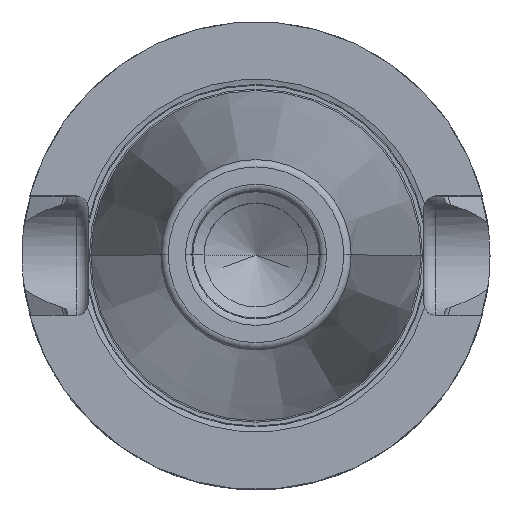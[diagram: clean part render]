
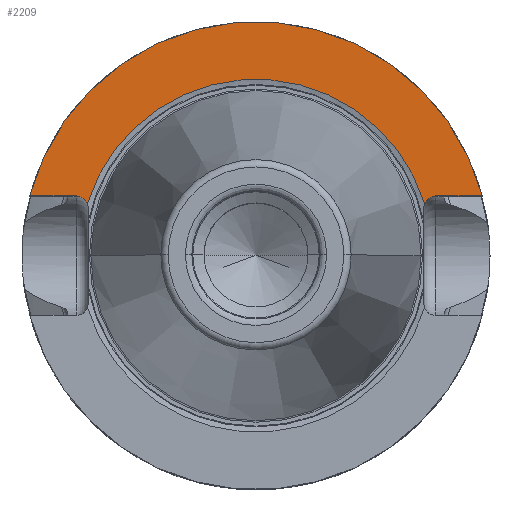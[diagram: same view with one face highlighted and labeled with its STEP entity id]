
A CAD part, top view. The second image highlights one B-rep face of the part: STEP entity #2209.
In plain terms, the highlighted planar face has unit normal (0, 0, 1).
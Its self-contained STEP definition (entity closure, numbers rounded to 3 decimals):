
#344=CARTESIAN_POINT('',(0.,0.,-2.));
#345=DIRECTION('',(0.,0.,1.));
#346=DIRECTION('',(0.967,0.256,0.));
#347=AXIS2_PLACEMENT_3D('',#344,#345,#346);
#462=DIRECTION('',(-1.,0.,0.));
#463=VECTOR('',#462,6.254);
#464=CARTESIAN_POINT('',(30.454,8.05,-2.));
#465=LINE('',#464,#463);
#469=CARTESIAN_POINT('',(0.,0.,-2.));
#470=DIRECTION('',(0.,0.,1.));
#471=DIRECTION('',(0.956,0.294,0.));
#472=AXIS2_PLACEMENT_3D('',#469,#470,#471);
#477=DIRECTION('',(1.,0.,0.));
#478=VECTOR('',#477,6.254);
#479=CARTESIAN_POINT('',(-30.454,8.05,-2.));
#480=LINE('',#479,#478);
#537=CARTESIAN_POINT('',(24.2,6.45,-2.));
#538=DIRECTION('',(0.,0.,-1.));
#539=DIRECTION('',(-0.941,0.337,0.));
#540=AXIS2_PLACEMENT_3D('',#537,#538,#539);
#1213=CARTESIAN_POINT('',(-24.2,6.45,-2.));
#1214=DIRECTION('',(0.,0.,-1.));
#1215=DIRECTION('',(0.,1.,0.));
#1216=AXIS2_PLACEMENT_3D('',#1213,#1214,#1215);
#1690=CARTESIAN_POINT('',(-24.2,8.05,-2.));
#1691=CARTESIAN_POINT('',(-22.694,6.989,-2.));
#1692=VERTEX_POINT('',#1690);
#1693=VERTEX_POINT('',#1691);
#1698=CARTESIAN_POINT('',(22.694,6.989,-2.));
#1699=CARTESIAN_POINT('',(24.2,8.05,-2.));
#1700=VERTEX_POINT('',#1698);
#1701=VERTEX_POINT('',#1699);
#1740=CARTESIAN_POINT('',(-30.454,8.05,-2.));
#1742=VERTEX_POINT('',#1740);
#1767=CARTESIAN_POINT('',(30.454,8.05,-2.));
#1769=VERTEX_POINT('',#1767);
#2191=CARTESIAN_POINT('',(0.,0.,-2.));
#2192=DIRECTION('',(0.,0.,-1.));
#2193=DIRECTION('',(-1.,0.,0.));
#2194=AXIS2_PLACEMENT_3D('',#2191,#2192,#2193);
#2195=PLANE('',#2194);
#2197=ORIENTED_EDGE('',*,*,#2196,.T.);
#2199=ORIENTED_EDGE('',*,*,#2198,.F.);
#2201=ORIENTED_EDGE('',*,*,#2200,.T.);
#2203=ORIENTED_EDGE('',*,*,#2202,.F.);
#2205=ORIENTED_EDGE('',*,*,#2204,.F.);
#2206=ORIENTED_EDGE('',*,*,#2129,.F.);
#2207=EDGE_LOOP('',(#2197,#2199,#2201,#2203,#2205,#2206));
#2208=FACE_OUTER_BOUND('',#2207,.F.);
#348=CIRCLE('',#347,31.5);
#473=CIRCLE('',#472,23.746);
#541=CIRCLE('',#540,1.6);
#1217=CIRCLE('',#1216,1.6);
#2129=EDGE_CURVE('',#1769,#1742,#348,.T.);
#2196=EDGE_CURVE('',#1769,#1701,#465,.T.);
#2198=EDGE_CURVE('',#1700,#1701,#541,.T.);
#2200=EDGE_CURVE('',#1700,#1693,#473,.T.);
#2202=EDGE_CURVE('',#1692,#1693,#1217,.T.);
#2204=EDGE_CURVE('',#1742,#1692,#480,.T.);
#2209=ADVANCED_FACE('',(#2208),#2195,.F.);
